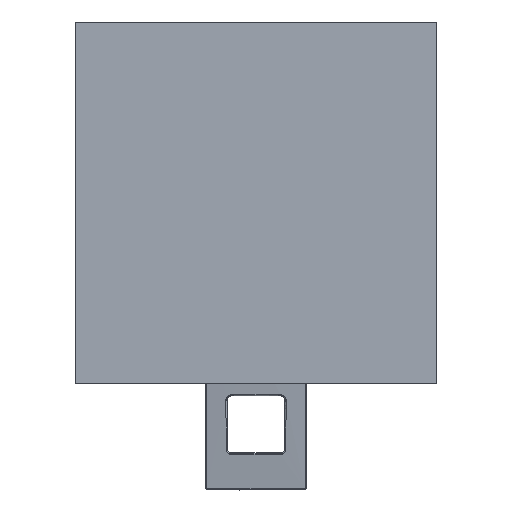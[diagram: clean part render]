
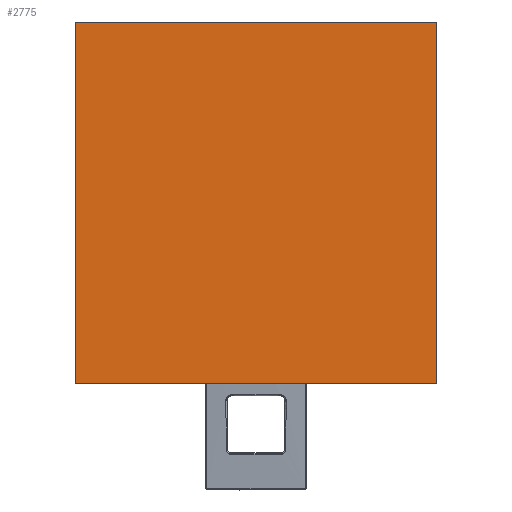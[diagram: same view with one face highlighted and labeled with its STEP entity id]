
A CAD part, left-side view. The second image highlights one B-rep face of the part: STEP entity #2775.
In plain terms, the highlighted planar face has unit normal (-1, 0, 0).
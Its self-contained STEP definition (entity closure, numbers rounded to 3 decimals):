
#1220=ORIENTED_EDGE('',*,*,#1606,.T.);
#1221=ORIENTED_EDGE('',*,*,#1608,.F.);
#1222=ORIENTED_EDGE('',*,*,#1610,.T.);
#1223=ORIENTED_EDGE('',*,*,#1611,.F.);
#1606=EDGE_CURVE('',#1842,#1843,#1966,.F.);
#1608=EDGE_CURVE('',#1844,#1843,#1968,.F.);
#1610=EDGE_CURVE('',#1844,#1845,#1970,.F.);
#1611=EDGE_CURVE('',#1842,#1845,#1971,.F.);
#1842=VERTEX_POINT('',#7335);
#1843=VERTEX_POINT('',#7337);
#1844=VERTEX_POINT('',#7341);
#1845=VERTEX_POINT('',#7345);
#1966=LINE('',#7338,#2092);
#1968=LINE('',#7342,#2094);
#1970=LINE('',#7346,#2096);
#1971=LINE('',#7348,#2097);
#2092=VECTOR('',#5057,1000.);
#2094=VECTOR('',#5061,1000.);
#2096=VECTOR('',#5065,1000.);
#2097=VECTOR('',#5068,1000.);
#2311=EDGE_LOOP('',(#1220,#1221,#1222,#1223));
#2527=FACE_BOUND('',#2311,.T.);
#2585=PLANE('',#4349);
#2775=ADVANCED_FACE('',(#2527),#2585,.F.);
#4349=AXIS2_PLACEMENT_3D('',#7349,#5069,#5070);
#5057=DIRECTION('',(0.,0.,1.));
#5061=DIRECTION('',(0.,-1.,0.));
#5065=DIRECTION('',(0.,0.,-1.));
#5068=DIRECTION('',(0.,1.,0.));
#5069=DIRECTION('',(1.,0.,0.));
#5070=DIRECTION('',(0.,1.,0.));
#7335=CARTESIAN_POINT('',(49.75,79.,79.));
#7337=CARTESIAN_POINT('',(49.75,79.,-79.));
#7338=CARTESIAN_POINT('',(49.75,79.,0.));
#7341=CARTESIAN_POINT('',(49.75,-79.,-79.));
#7342=CARTESIAN_POINT('',(49.75,0.,-79.));
#7345=CARTESIAN_POINT('',(49.75,-79.,79.));
#7346=CARTESIAN_POINT('',(49.75,-79.,0.));
#7348=CARTESIAN_POINT('',(49.75,0.,79.));
#7349=CARTESIAN_POINT('',(49.75,0.,0.));
